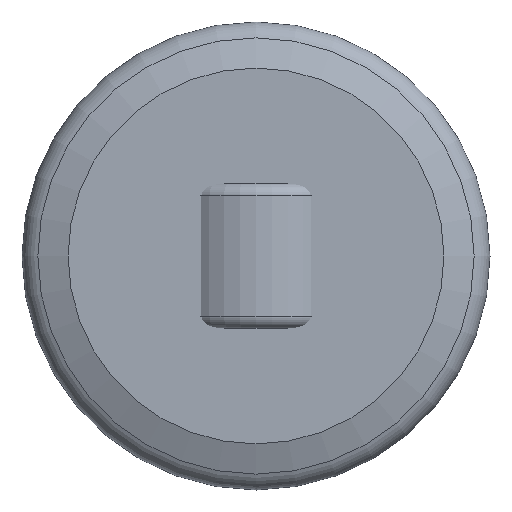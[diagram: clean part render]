
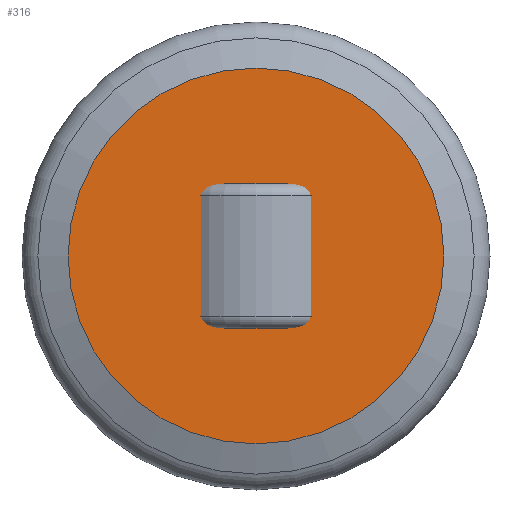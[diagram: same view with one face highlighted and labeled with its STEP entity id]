
A CAD part, front view. The second image highlights one B-rep face of the part: STEP entity #316.
In plain terms, the highlighted planar face has unit normal (0, -1, 0).
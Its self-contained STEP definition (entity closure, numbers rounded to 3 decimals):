
#27=PLANE('',#376);
#60=FACE_OUTER_BOUND('',#79,.T.);
#79=EDGE_LOOP('',(#264,#265));
#102=CIRCLE('',#359,31.2);
#103=CIRCLE('',#360,31.2);
#140=VERTEX_POINT('',#555);
#141=VERTEX_POINT('',#557);
#178=EDGE_CURVE('',#140,#141,#102,.T.);
#179=EDGE_CURVE('',#141,#140,#103,.T.);
#264=ORIENTED_EDGE('',*,*,#179,.F.);
#265=ORIENTED_EDGE('',*,*,#178,.F.);
#316=ADVANCED_FACE('',(#60),#27,.T.);
#359=AXIS2_PLACEMENT_3D('',#558,#439,#440);
#360=AXIS2_PLACEMENT_3D('',#559,#441,#442);
#376=AXIS2_PLACEMENT_3D('',#584,#474,#475);
#439=DIRECTION('center_axis',(0.,1.,0.));
#440=DIRECTION('ref_axis',(0.,0.,-1.));
#441=DIRECTION('center_axis',(0.,1.,0.));
#442=DIRECTION('ref_axis',(0.,0.,-1.));
#474=DIRECTION('center_axis',(0.,-1.,0.));
#475=DIRECTION('ref_axis',(0.,0.,1.));
#555=CARTESIAN_POINT('',(31.2,49.,0.));
#557=CARTESIAN_POINT('',(-31.2,49.,0.));
#558=CARTESIAN_POINT('Origin',(0.,49.,0.));
#559=CARTESIAN_POINT('Origin',(0.,49.,0.));
#584=CARTESIAN_POINT('Origin',(-31.2,49.,0.));
